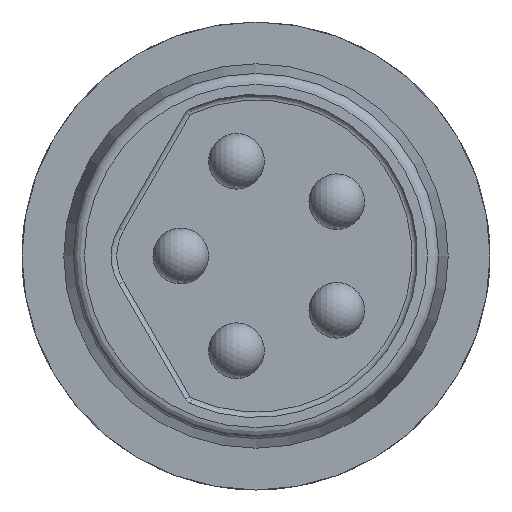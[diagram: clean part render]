
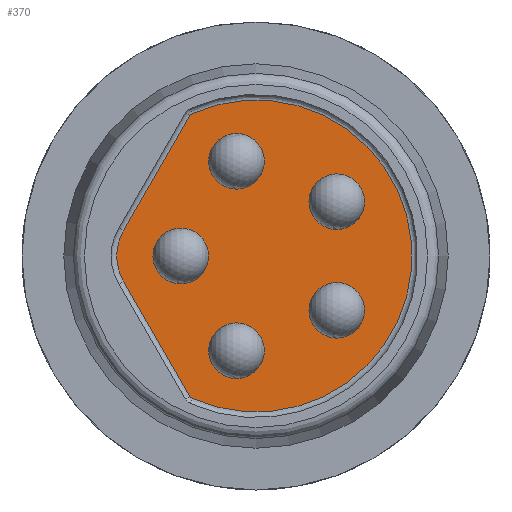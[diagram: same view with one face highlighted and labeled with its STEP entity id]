
A CAD part, front view. The second image highlights one B-rep face of the part: STEP entity #370.
In plain terms, the highlighted planar face has unit normal (0, -1, 0).
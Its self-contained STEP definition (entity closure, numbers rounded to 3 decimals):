
#370=ADVANCED_FACE('',(#479,#480,#481,#482,#483,#484),#412,.F.);
#412=PLANE('',#2622);
#479=FACE_BOUND('',#635,.T.);
#480=FACE_BOUND('',#636,.T.);
#481=FACE_BOUND('',#637,.T.);
#482=FACE_BOUND('',#638,.T.);
#483=FACE_BOUND('',#639,.T.);
#484=FACE_BOUND('',#640,.T.);
#635=EDGE_LOOP('',(#1092,#1093,#1094,#1095,#1096,#1097));
#636=EDGE_LOOP('',(#1098));
#637=EDGE_LOOP('',(#1099));
#638=EDGE_LOOP('',(#1100));
#639=EDGE_LOOP('',(#1101));
#640=EDGE_LOOP('',(#1102));
#1092=ORIENTED_EDGE('',*,*,#1470,.T.);
#1093=ORIENTED_EDGE('',*,*,#1464,.T.);
#1094=ORIENTED_EDGE('',*,*,#1466,.T.);
#1095=ORIENTED_EDGE('',*,*,#1472,.T.);
#1096=ORIENTED_EDGE('',*,*,#1478,.T.);
#1097=ORIENTED_EDGE('',*,*,#1476,.T.);
#1098=ORIENTED_EDGE('',*,*,#1460,.F.);
#1099=ORIENTED_EDGE('',*,*,#1452,.F.);
#1100=ORIENTED_EDGE('',*,*,#1458,.F.);
#1101=ORIENTED_EDGE('',*,*,#1454,.F.);
#1102=ORIENTED_EDGE('',*,*,#1456,.F.);
#1233=VERTEX_POINT('',#4817);
#1235=VERTEX_POINT('',#4823);
#1237=VERTEX_POINT('',#4829);
#1239=VERTEX_POINT('',#4835);
#1241=VERTEX_POINT('',#4842);
#1242=VERTEX_POINT('',#4845);
#1245=VERTEX_POINT('',#4850);
#1247=VERTEX_POINT('',#4855);
#1248=VERTEX_POINT('',#4860);
#1251=VERTEX_POINT('',#4867);
#1252=VERTEX_POINT('',#4872);
#1452=EDGE_CURVE('',#1233,#1233,#1633,.T.);
#1454=EDGE_CURVE('',#1235,#1235,#1635,.T.);
#1456=EDGE_CURVE('',#1237,#1237,#1637,.T.);
#1458=EDGE_CURVE('',#1239,#1239,#1639,.T.);
#1460=EDGE_CURVE('',#1241,#1241,#1641,.T.);
#1464=EDGE_CURVE('',#1242,#1245,#1645,.T.);
#1466=EDGE_CURVE('',#1245,#1247,#1990,.T.);
#1470=EDGE_CURVE('',#1248,#1242,#1649,.T.);
#1472=EDGE_CURVE('',#1247,#1251,#1651,.T.);
#1476=EDGE_CURVE('',#1252,#1248,#1655,.T.);
#1478=EDGE_CURVE('',#1251,#1252,#1993,.T.);
#1633=CIRCLE('',#2560,0.5);
#1635=CIRCLE('',#2564,0.5);
#1637=CIRCLE('',#2568,0.5);
#1639=CIRCLE('',#2572,0.5);
#1641=CIRCLE('',#2577,0.5);
#1645=CIRCLE('',#2582,0.1);
#1649=CIRCLE('',#2588,2.8);
#1651=CIRCLE('',#2591,0.9);
#1655=CIRCLE('',#2596,0.1);
#1990=LINE('',#4856,#2125);
#1993=LINE('',#4878,#2128);
#2125=VECTOR('',#3130,1.);
#2128=VECTOR('',#3159,1.);
#2560=AXIS2_PLACEMENT_3D('',#4816,#3080,#3081);
#2564=AXIS2_PLACEMENT_3D('',#4822,#3088,#3089);
#2568=AXIS2_PLACEMENT_3D('',#4828,#3096,#3097);
#2572=AXIS2_PLACEMENT_3D('',#4834,#3104,#3105);
#2577=AXIS2_PLACEMENT_3D('',#4841,#3114,#3115);
#2582=AXIS2_PLACEMENT_3D('',#4851,#3124,#3125);
#2588=AXIS2_PLACEMENT_3D('',#4863,#3138,#3139);
#2591=AXIS2_PLACEMENT_3D('',#4868,#3144,#3145);
#2596=AXIS2_PLACEMENT_3D('',#4875,#3154,#3155);
#2622=AXIS2_PLACEMENT_3D('',#4923,#3216,#3217);
#3080=DIRECTION('',(0.,-1.,0.));
#3081=DIRECTION('',(-1.,0.,0.));
#3088=DIRECTION('',(0.,-1.,0.));
#3089=DIRECTION('',(-1.,0.,0.));
#3096=DIRECTION('',(0.,-1.,0.));
#3097=DIRECTION('',(-1.,0.,0.));
#3104=DIRECTION('',(0.,-1.,0.));
#3105=DIRECTION('',(-1.,0.,0.));
#3114=DIRECTION('',(0.,-1.,0.));
#3115=DIRECTION('',(-1.,0.,0.));
#3124=DIRECTION('',(0.,-1.,0.));
#3125=DIRECTION('',(-1.,0.,0.));
#3130=DIRECTION('',(-0.5,0.,-0.866));
#3138=DIRECTION('',(0.,-1.,0.));
#3139=DIRECTION('',(-1.,0.,0.));
#3144=DIRECTION('',(0.,-1.,0.));
#3145=DIRECTION('',(-1.,0.,0.));
#3154=DIRECTION('',(0.,-1.,0.));
#3155=DIRECTION('',(-1.,0.,0.));
#3159=DIRECTION('',(0.5,0.,-0.866));
#3216=DIRECTION('',(0.,1.,0.));
#3217=DIRECTION('',(-1.,0.,0.));
#4816=CARTESIAN_POINT('',(51.45,19.15,30.375));
#4817=CARTESIAN_POINT('',(50.95,19.15,30.375));
#4822=CARTESIAN_POINT('',(49.65,19.15,29.65));
#4823=CARTESIAN_POINT('',(49.15,19.15,29.65));
#4828=CARTESIAN_POINT('',(51.45,19.15,32.325));
#4829=CARTESIAN_POINT('',(50.95,19.15,32.325));
#4834=CARTESIAN_POINT('',(49.65,19.15,33.05));
#4835=CARTESIAN_POINT('',(49.15,19.15,33.05));
#4841=CARTESIAN_POINT('',(48.65,19.15,31.35));
#4842=CARTESIAN_POINT('',(48.15,19.15,31.35));
#4845=CARTESIAN_POINT('',(48.859,19.15,33.907));
#4850=CARTESIAN_POINT('',(48.813,19.15,33.866));
#4851=CARTESIAN_POINT('',(48.9,19.15,33.816));
#4855=CARTESIAN_POINT('',(47.621,19.15,31.8));
#4856=CARTESIAN_POINT('',(47.621,19.15,31.8));
#4860=CARTESIAN_POINT('',(48.859,19.15,28.793));
#4863=CARTESIAN_POINT('',(50.,19.15,31.35));
#4867=CARTESIAN_POINT('',(47.621,19.15,30.9));
#4868=CARTESIAN_POINT('',(48.4,19.15,31.35));
#4872=CARTESIAN_POINT('',(48.813,19.15,28.834));
#4875=CARTESIAN_POINT('',(48.9,19.15,28.884));
#4878=CARTESIAN_POINT('',(48.813,19.15,28.834));
#4923=CARTESIAN_POINT('',(50.,19.15,31.35));
